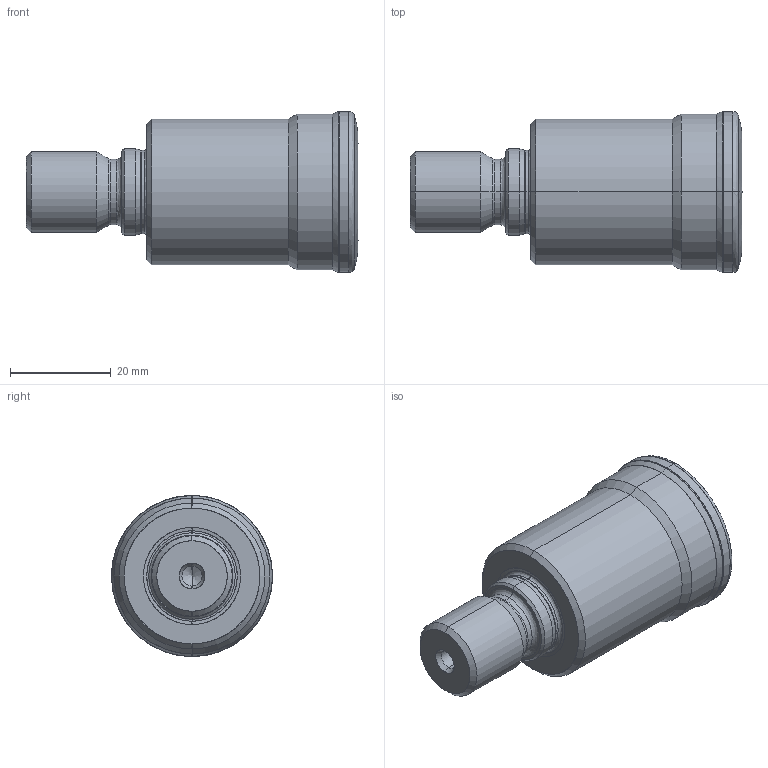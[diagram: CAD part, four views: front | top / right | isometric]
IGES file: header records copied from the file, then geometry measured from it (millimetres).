
Start section: SolidWorks IGES file using analytic representation for surfaces
Global section: file name: ESF-32-M16-540-3.IGS; native system: SolidWorks 2010; preprocessor: SolidWorks 2010; author: phk; date: 110725.143729; units: millimetre
Bounding box: 65.98 x 32 x 32 mm (x, y, z)
Surface area: 7033.4 mm2 (no closed solid volume)
Topology: 0 solids, 0 shells, 58 faces, 440 edges, 438 vertices
Faces by surface type: revolution 36, bspline 22
